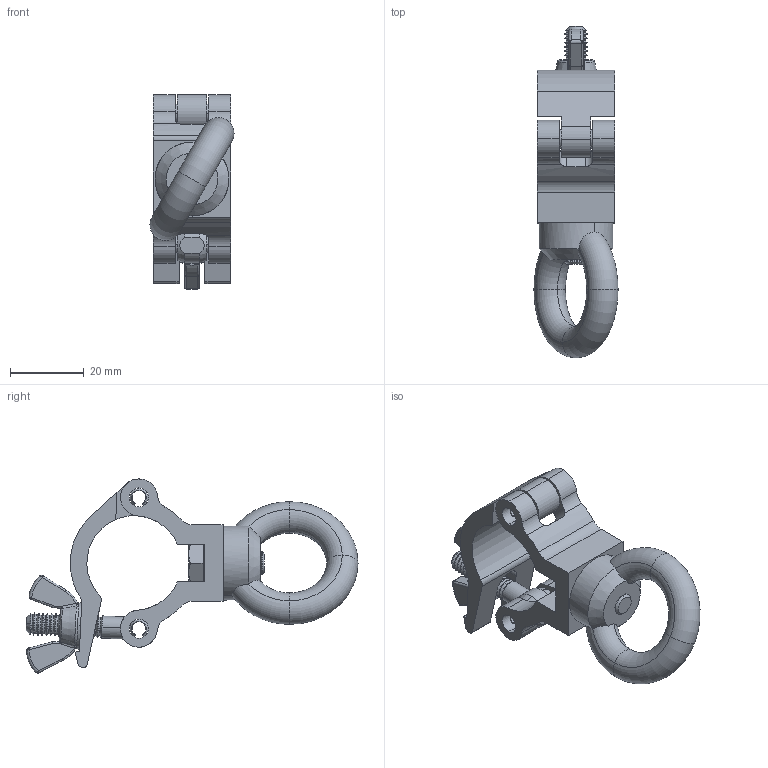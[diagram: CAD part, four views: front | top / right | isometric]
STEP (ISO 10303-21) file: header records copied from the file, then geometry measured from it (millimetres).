
FILE_DESCRIPTION (( 'STEP AP203' ), '1' );
FILE_NAME ('T58890 & T5889001.STEP', '2018-08-13T13:56:39', ( '' ), ( '' ), 'SwSTEP 2.0', 'SolidWorks 2016', '' );
FILE_SCHEMA (( 'CONFIG_CONTROL_DESIGN' ));
Length unit declared in the file: millimetre
Products named in the file (12): TH2009_21MM WIDE; T42000; T58890 & T5889001; T78015; B Washer_Bright washer BS 4320 - M6 (Form B); TH655_TH655; TH133; F880_F880 M6 Wing Nut; Hex Screw GradeC_Doughty Fastners_ISO 4018 - M6 x 16-WS; TH1748; TH2010; F772
Assembly tree (12 placements, depth 3):
  T58890 & T5889001
    TH655_TH655
      TH2010
    TH133
      TH2009_21MM WIDE
    T78015
      TH1748
      B Washer_Bright washer BS 4320 - M6 (Form B)
      F880_F880 M6 Wing Nut
    F772  x2
    Hex Screw GradeC_Doughty Fastners_ISO 4018 - M6 x 16-WS
    T42000
Bounding box: 22.75 x 89.8 x 52.51 mm (x, y, z)
Volume: 20695.8 mm3; surface area: 14073 mm2
Topology: 9 solids, 9 shells, 627 faces, 1449 edges, 847 vertices
Faces by surface type: cone 212, torus 156, cylinder 137, plane 90, bspline 32
Entity records: 19606 total; most frequent: CARTESIAN_POINT 4243, DIRECTION 3288, ORIENTED_EDGE 2806, AXIS2_PLACEMENT_3D 1422, EDGE_CURVE 1403, CIRCLE 825, VERTEX_POINT 823, EDGE_LOOP 648
